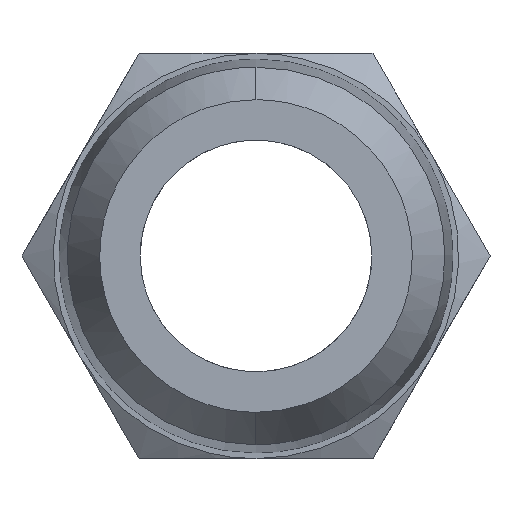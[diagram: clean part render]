
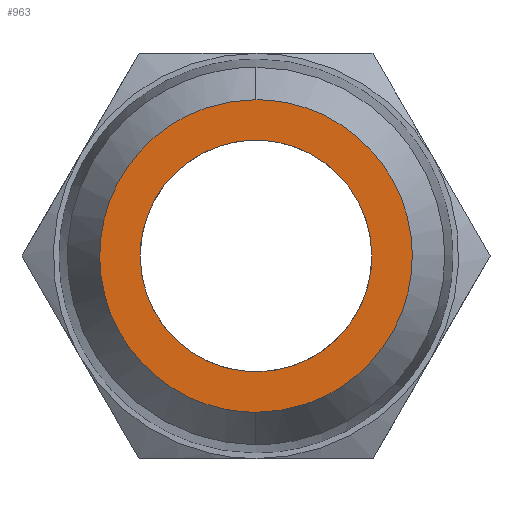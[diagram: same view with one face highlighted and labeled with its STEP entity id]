
A CAD part, front view. The second image highlights one B-rep face of the part: STEP entity #963.
In plain terms, the highlighted free-form (B-spline) face has degree [1, 1] with [2, 2] control points.
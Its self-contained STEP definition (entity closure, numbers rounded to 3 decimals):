
#37 = VERTEX_POINT ( 'NONE', #1337 ) ;
#126 = CARTESIAN_POINT ( 'NONE',  ( -4.718, 0., -2.722 ) ) ;
#135 = CARTESIAN_POINT ( 'NONE',  ( -2.722, 0., -4.718 ) ) ;
#145 = CARTESIAN_POINT ( 'NONE',  ( -4.718, 0., 2.722 ) ) ;
#170 = CARTESIAN_POINT ( 'NONE',  ( 4., 0., 0. ) ) ;
#174 = CARTESIAN_POINT ( 'NONE',  ( 0., 0., 5.4 ) ) ;
#222 = EDGE_CURVE ( 'NONE', #37, #1683, #2021, .T. ) ;
#236 = CARTESIAN_POINT ( 'NONE',  ( -5.465, 0., -5.465 ) ) ;
#266 = CARTESIAN_POINT ( 'NONE',  ( 5.465, 0., -5.465 ) ) ;
#289 = CARTESIAN_POINT ( 'NONE',  ( -3.317, 0., 4.32 ) ) ;
#332 = CARTESIAN_POINT ( 'NONE',  ( -2.343, 0., 4. ) ) ;
#345 =( BOUNDED_CURVE ( )  B_SPLINE_CURVE ( 3, ( #682, #1893, #1340, #854, #332, #1518, #494 ),
 .UNSPECIFIED., .F., .F. ) 
 B_SPLINE_CURVE_WITH_KNOTS ( ( 4, 3, 4 ),
 ( -3.142, -1.571, 0. ),
 .UNSPECIFIED. ) 
 CURVE ( )  GEOMETRIC_REPRESENTATION_ITEM ( )  RATIONAL_B_SPLINE_CURVE ( ( 1., 0.805, 0.805, 1., 0.805, 0.805, 1. ) ) 
 REPRESENTATION_ITEM ( '' )  );
#421 = CARTESIAN_POINT ( 'NONE',  ( -5.465, 0., 5.465 ) ) ;
#424 = EDGE_CURVE ( 'NONE', #1683, #37, #639, .T. ) ;
#428 = EDGE_CURVE ( 'NONE', #1171, #1394, #1046, .T. ) ;
#470 = CARTESIAN_POINT ( 'NONE',  ( -3.317, 0., -4.32 ) ) ;
#485 = CARTESIAN_POINT ( 'NONE',  ( 4.32, 0., -3.317 ) ) ;
#490 = CARTESIAN_POINT ( 'NONE',  ( 4.718, 0., 2.722 ) ) ;
#494 = CARTESIAN_POINT ( 'NONE',  ( -4., 0., 0. ) ) ;
#507 = CARTESIAN_POINT ( 'NONE',  ( 0.709, 0., 5.4 ) ) ;
#510 = CARTESIAN_POINT ( 'NONE',  ( 5.4, 0., -0.709 ) ) ;
#613 = ORIENTED_EDGE ( 'NONE', *, *, #428, .F. ) ;
#636 = CARTESIAN_POINT ( 'NONE',  ( 4., 0., 0. ) ) ;
#639 = B_SPLINE_CURVE_WITH_KNOTS ( 'NONE', 3,
 ( #724, #1468, #1643, #1494, #289, #777, #145, #941, #795, #1486, #968, #126, #2004, #470, #135, #2185, #1295, #2167 ),
 .UNSPECIFIED., .F., .F.,
 ( 4, 2, 2, 2, 2, 2, 2, 2, 4 ),
 ( 0., 0.393, 0.785, 1.178, 1.571, 1.963, 2.356, 2.749, 3.142 ),
 .UNSPECIFIED. ) ;
#650 = CARTESIAN_POINT ( 'NONE',  ( 0., 0., 5.4 ) ) ;
#670 = CARTESIAN_POINT ( 'NONE',  ( 5.26, 0., -1.411 ) ) ;
#682 = CARTESIAN_POINT ( 'NONE',  ( 4., 0., 0. ) ) ;
#724 = CARTESIAN_POINT ( 'NONE',  ( 0., 0., 5.4 ) ) ;
#761 = EDGE_LOOP ( 'NONE', ( #2077, #613 ) ) ;
#777 = CARTESIAN_POINT ( 'NONE',  ( -4.32, 0., 3.317 ) ) ;
#795 = CARTESIAN_POINT ( 'NONE',  ( -5.4, 0., 0.709 ) ) ;
#820 = FACE_OUTER_BOUND ( 'NONE', #980, .T. ) ;
#854 = CARTESIAN_POINT ( 'NONE',  ( 0., 0., 4. ) ) ;
#941 = CARTESIAN_POINT ( 'NONE',  ( -5.26, 0., 1.411 ) ) ;
#958 = CARTESIAN_POINT ( 'NONE',  ( 4., 0., -8. ) ) ;
#963 = ADVANCED_FACE ( 'NONE', ( #1858, #820 ), #1810, .T. ) ;
#965 = CARTESIAN_POINT ( 'NONE',  ( 2.722, 0., -4.718 ) ) ;
#968 = CARTESIAN_POINT ( 'NONE',  ( -5.26, 0., -1.411 ) ) ;
#980 = EDGE_LOOP ( 'NONE', ( #1381, #2159 ) ) ;
#1046 =( BOUNDED_CURVE ( )  B_SPLINE_CURVE ( 3, ( #2018, #1288, #958, #636 ),
 .UNSPECIFIED., .F., .T. ) 
 B_SPLINE_CURVE_WITH_KNOTS ( ( 4, 4 ),
 ( -3.142, 0. ),
 .UNSPECIFIED. ) 
 CURVE ( )  GEOMETRIC_REPRESENTATION_ITEM ( )  RATIONAL_B_SPLINE_CURVE ( ( 1., 0.333, 0.333, 1. ) ) 
 REPRESENTATION_ITEM ( '' )  );
#1147 = CARTESIAN_POINT ( 'NONE',  ( 1.411, 0., 5.26 ) ) ;
#1171 = VERTEX_POINT ( 'NONE', #2213 ) ;
#1248 = CARTESIAN_POINT ( 'NONE',  ( 5.465, 0., 5.465 ) ) ;
#1288 = CARTESIAN_POINT ( 'NONE',  ( -4., 0., -8. ) ) ;
#1295 = CARTESIAN_POINT ( 'NONE',  ( -0.709, 0., -5.4 ) ) ;
#1312 = CARTESIAN_POINT ( 'NONE',  ( 0., 0., -5.4 ) ) ;
#1337 = CARTESIAN_POINT ( 'NONE',  ( 0., 0., -5.4 ) ) ;
#1340 = CARTESIAN_POINT ( 'NONE',  ( 2.343, 0., 4. ) ) ;
#1381 = ORIENTED_EDGE ( 'NONE', *, *, #424, .T. ) ;
#1394 = VERTEX_POINT ( 'NONE', #170 ) ;
#1468 = CARTESIAN_POINT ( 'NONE',  ( -0.709, 0., 5.4 ) ) ;
#1475 = CARTESIAN_POINT ( 'NONE',  ( 3.317, 0., -4.32 ) ) ;
#1486 = CARTESIAN_POINT ( 'NONE',  ( -5.4, 0., -0.709 ) ) ;
#1494 = CARTESIAN_POINT ( 'NONE',  ( -2.722, 0., 4.718 ) ) ;
#1518 = CARTESIAN_POINT ( 'NONE',  ( -4., 0., 2.343 ) ) ;
#1527 = CARTESIAN_POINT ( 'NONE',  ( 2.722, 0., 4.718 ) ) ;
#1535 = CARTESIAN_POINT ( 'NONE',  ( 5.4, 0., 0.709 ) ) ;
#1636 = EDGE_CURVE ( 'NONE', #1394, #1171, #345, .T. ) ;
#1643 = CARTESIAN_POINT ( 'NONE',  ( -1.411, 0., 5.26 ) ) ;
#1683 = VERTEX_POINT ( 'NONE', #174 ) ;
#1793 = CARTESIAN_POINT ( 'NONE',  ( 0.709, 0., -5.4 ) ) ;
#1810 = B_SPLINE_SURFACE_WITH_KNOTS ( 'NONE', 1, 1, ( 
 ( #421, #1248 ),
 ( #236, #266 ) ),
 .UNSPECIFIED., .F., .F., .F.,
 ( 2, 2 ),
 ( 2, 2 ),
 ( 0., 1. ),
 ( 0., 1. ),
 .UNSPECIFIED. ) ;
#1855 = CARTESIAN_POINT ( 'NONE',  ( 3.317, 0., 4.32 ) ) ;
#1858 = FACE_BOUND ( 'NONE', #761, .T. ) ;
#1872 = CARTESIAN_POINT ( 'NONE',  ( 4.718, 0., -2.722 ) ) ;
#1887 = CARTESIAN_POINT ( 'NONE',  ( 5.26, 0., 1.411 ) ) ;
#1893 = CARTESIAN_POINT ( 'NONE',  ( 4., 0., 2.343 ) ) ;
#2004 = CARTESIAN_POINT ( 'NONE',  ( -4.32, 0., -3.317 ) ) ;
#2015 = CARTESIAN_POINT ( 'NONE',  ( 1.411, 0., -5.26 ) ) ;
#2018 = CARTESIAN_POINT ( 'NONE',  ( -4., 0., 0. ) ) ;
#2021 = B_SPLINE_CURVE_WITH_KNOTS ( 'NONE', 3,
 ( #1312, #1793, #2015, #965, #1475, #485, #1872, #670, #510, #1535, #1887, #490, #2208, #1855, #1527, #1147, #507, #650 ),
 .UNSPECIFIED., .F., .F.,
 ( 4, 2, 2, 2, 2, 2, 2, 2, 4 ),
 ( 0., 0.393, 0.785, 1.178, 1.571, 1.963, 2.356, 2.749, 3.142 ),
 .UNSPECIFIED. ) ;
#2077 = ORIENTED_EDGE ( 'NONE', *, *, #1636, .F. ) ;
#2159 = ORIENTED_EDGE ( 'NONE', *, *, #222, .T. ) ;
#2167 = CARTESIAN_POINT ( 'NONE',  ( 0., 0., -5.4 ) ) ;
#2185 = CARTESIAN_POINT ( 'NONE',  ( -1.411, 0., -5.26 ) ) ;
#2208 = CARTESIAN_POINT ( 'NONE',  ( 4.32, 0., 3.317 ) ) ;
#2213 = CARTESIAN_POINT ( 'NONE',  ( -4., 0., 0. ) ) ;
